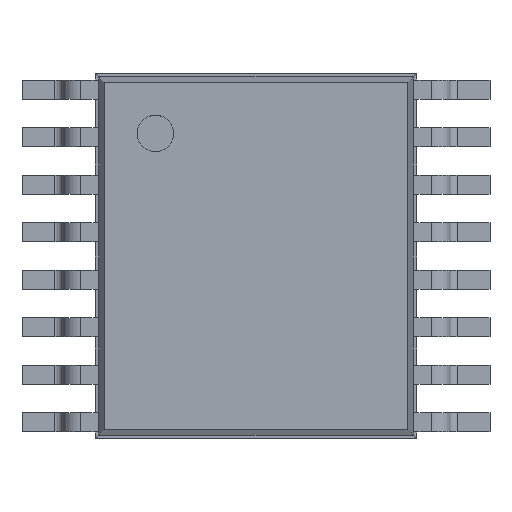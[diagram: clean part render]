
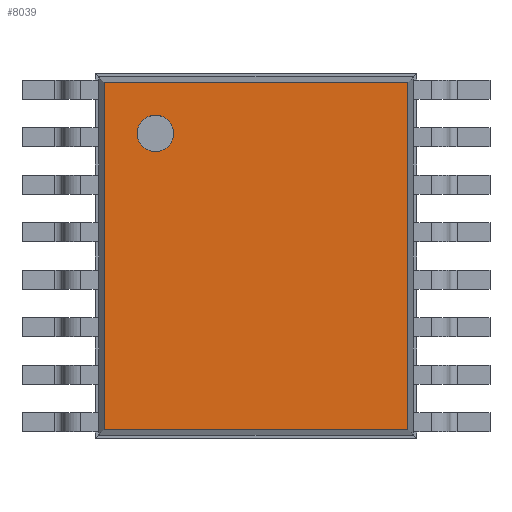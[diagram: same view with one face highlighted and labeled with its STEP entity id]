
A CAD part, top view. The second image highlights one B-rep face of the part: STEP entity #8039.
In plain terms, the highlighted planar face has unit normal (0, 0, 1).
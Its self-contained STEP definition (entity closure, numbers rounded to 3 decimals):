
#5497 = VERTEX_POINT('',#5498);
#5498 = CARTESIAN_POINT('',(-2.075,-2.375,1.1));
#5503 = EDGE_CURVE('',#5504,#5497,#5506,.T.);
#5504 = VERTEX_POINT('',#5505);
#5505 = CARTESIAN_POINT('',(-2.075,2.375,1.1));
#5506 = LINE('',#5507,#5508);
#5507 = CARTESIAN_POINT('',(-2.075,2.375,1.1));
#5508 = VECTOR('',#5509,1.);
#5509 = DIRECTION('',(0.,-1.,0.));
#6726 = EDGE_CURVE('',#6727,#5504,#6729,.T.);
#6727 = VERTEX_POINT('',#6728);
#6728 = CARTESIAN_POINT('',(2.075,2.375,1.1));
#6729 = LINE('',#6730,#6731);
#6730 = CARTESIAN_POINT('',(2.075,2.375,1.1));
#6731 = VECTOR('',#6732,1.);
#6732 = DIRECTION('',(-1.,0.,0.));
#6749 = VERTEX_POINT('',#6750);
#6750 = CARTESIAN_POINT('',(2.075,-2.375,1.1));
#6755 = EDGE_CURVE('',#5497,#6749,#6756,.T.);
#6756 = LINE('',#6757,#6758);
#6757 = CARTESIAN_POINT('',(-2.075,-2.375,1.1));
#6758 = VECTOR('',#6759,1.);
#6759 = DIRECTION('',(1.,0.,0.));
#6828 = EDGE_CURVE('',#6749,#6727,#6829,.T.);
#6829 = LINE('',#6830,#6831);
#6830 = CARTESIAN_POINT('',(2.075,-2.375,1.1));
#6831 = VECTOR('',#6832,1.);
#6832 = DIRECTION('',(0.,1.,0.));
#8039 = ADVANCED_FACE('',(#8040,#8046),#8057,.F.);
#8040 = FACE_BOUND('',#8041,.F.);
#8041 = EDGE_LOOP('',(#8042,#8043,#8044,#8045));
#8042 = ORIENTED_EDGE('',*,*,#5503,.F.);
#8043 = ORIENTED_EDGE('',*,*,#6726,.F.);
#8044 = ORIENTED_EDGE('',*,*,#6828,.F.);
#8045 = ORIENTED_EDGE('',*,*,#6755,.F.);
#8046 = FACE_BOUND('',#8047,.F.);
#8047 = EDGE_LOOP('',(#8048));
#8048 = ORIENTED_EDGE('',*,*,#8049,.T.);
#8049 = EDGE_CURVE('',#8050,#8050,#8052,.T.);
#8050 = VERTEX_POINT('',#8051);
#8051 = CARTESIAN_POINT('',(-1.375,1.425,1.1));
#8052 = CIRCLE('',#8053,0.25);
#8053 = AXIS2_PLACEMENT_3D('',#8054,#8055,#8056);
#8054 = CARTESIAN_POINT('',(-1.375,1.675,1.1));
#8055 = DIRECTION('',(0.,0.,1.));
#8056 = DIRECTION('',(0.,-1.,0.));
#8057 = PLANE('',#8058);
#8058 = AXIS2_PLACEMENT_3D('',#8059,#8060,#8061);
#8059 = CARTESIAN_POINT('',(-2.075,2.375,1.1));
#8060 = DIRECTION('',(0.,0.,-1.));
#8061 = DIRECTION('',(0.658,-0.753,0.));
